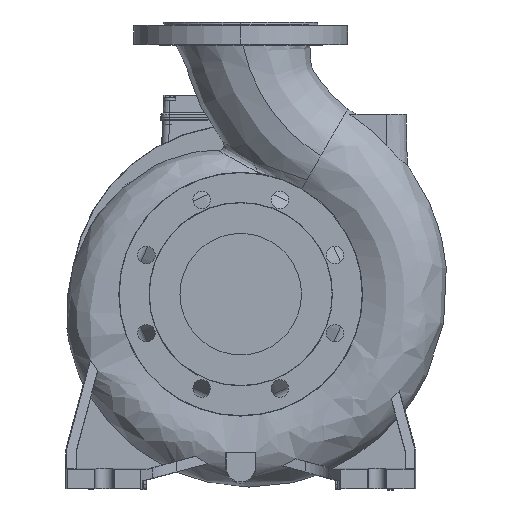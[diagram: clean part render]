
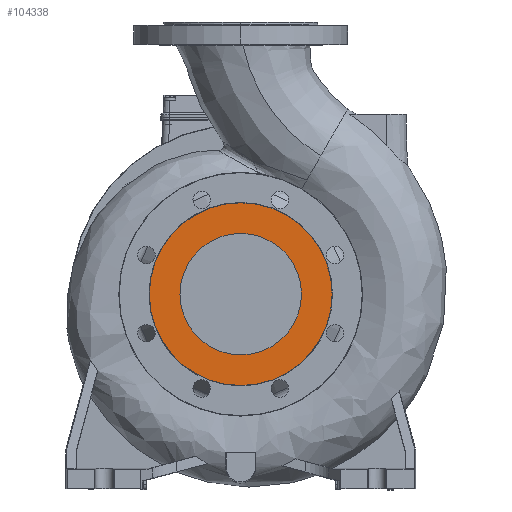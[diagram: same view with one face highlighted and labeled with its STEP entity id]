
A CAD part, top view. The second image highlights one B-rep face of the part: STEP entity #104338.
In plain terms, the highlighted face is planar.
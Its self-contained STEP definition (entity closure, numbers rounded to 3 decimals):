
#4940 = DIRECTION ( 'NONE',  ( -1., 0., 0. ) ) ;
#5772 = CARTESIAN_POINT ( 'NONE',  ( 125., 0., 62.5 ) ) ;
#11371 = DIRECTION ( 'NONE',  ( -1., 0., 0. ) ) ;
#12480 = FACE_OUTER_BOUND ( 'NONE', #142740, .T. ) ;
#18503 = CARTESIAN_POINT ( 'NONE',  ( 125., 0., 0. ) ) ;
#21101 = AXIS2_PLACEMENT_3D ( 'NONE', #18503, #4940, #44836 ) ;
#24201 = VERTEX_POINT ( 'NONE', #157980 ) ;
#25554 = AXIS2_PLACEMENT_3D ( 'NONE', #51552, #103398, #155199 ) ;
#33552 = CIRCLE ( 'NONE', #158341, 94. ) ;
#39375 = DIRECTION ( 'NONE',  ( 0., 0., 1. ) ) ;
#39499 = EDGE_CURVE ( 'NONE', #102665, #54520, #78304, .T. ) ;
#44836 = DIRECTION ( 'NONE',  ( 0., 0., 1. ) ) ;
#47271 = EDGE_CURVE ( 'NONE', #24201, #94888, #33552, .T. ) ;
#49396 = CARTESIAN_POINT ( 'NONE',  ( 125., 0., 0. ) ) ;
#51552 = CARTESIAN_POINT ( 'NONE',  ( 125., 188., 188. ) ) ;
#54520 = VERTEX_POINT ( 'NONE', #84395 ) ;
#67385 = AXIS2_PLACEMENT_3D ( 'NONE', #133387, #80751, #120666 ) ;
#71681 = CIRCLE ( 'NONE', #128708, 62.5 ) ;
#72689 = CIRCLE ( 'NONE', #21101, 94. ) ;
#74054 = DIRECTION ( 'NONE',  ( -1., 0., 0. ) ) ;
#78304 = CIRCLE ( 'NONE', #67385, 62.5 ) ;
#80751 = DIRECTION ( 'NONE',  ( -1., 0., 0. ) ) ;
#84395 = CARTESIAN_POINT ( 'NONE',  ( 125., 0., -62.5 ) ) ;
#85542 = ORIENTED_EDGE ( 'NONE', *, *, #47271, .F. ) ;
#89840 = ORIENTED_EDGE ( 'NONE', *, *, #94782, .F. ) ;
#94782 = EDGE_CURVE ( 'NONE', #94888, #24201, #72689, .T. ) ;
#94888 = VERTEX_POINT ( 'NONE', #164592 ) ;
#95508 = ORIENTED_EDGE ( 'NONE', *, *, #39499, .T. ) ;
#102665 = VERTEX_POINT ( 'NONE', #5772 ) ;
#103398 = DIRECTION ( 'NONE',  ( 1., 0., 0. ) ) ;
#104338 = ADVANCED_FACE ( 'NONE', ( #128921, #12480 ), #167959, .T. ) ;
#106206 = EDGE_CURVE ( 'NONE', #54520, #102665, #71681, .T. ) ;
#115708 = DIRECTION ( 'NONE',  ( 0., 0., -1. ) ) ;
#119418 = ORIENTED_EDGE ( 'NONE', *, *, #106206, .T. ) ;
#120666 = DIRECTION ( 'NONE',  ( 0., 0., -1. ) ) ;
#128708 = AXIS2_PLACEMENT_3D ( 'NONE', #49396, #74054, #115708 ) ;
#128921 = FACE_BOUND ( 'NONE', #163343, .T. ) ;
#133387 = CARTESIAN_POINT ( 'NONE',  ( 125., 0., 0. ) ) ;
#142740 = EDGE_LOOP ( 'NONE', ( #89840, #85542 ) ) ;
#143047 = CARTESIAN_POINT ( 'NONE',  ( 125., 0., 0. ) ) ;
#155199 = DIRECTION ( 'NONE',  ( 0., 0., -1. ) ) ;
#157980 = CARTESIAN_POINT ( 'NONE',  ( 125., 0., -94. ) ) ;
#158341 = AXIS2_PLACEMENT_3D ( 'NONE', #143047, #11371, #39375 ) ;
#163343 = EDGE_LOOP ( 'NONE', ( #119418, #95508 ) ) ;
#164592 = CARTESIAN_POINT ( 'NONE',  ( 125., 0., 94. ) ) ;
#167959 = PLANE ( 'NONE',  #25554 ) ;
